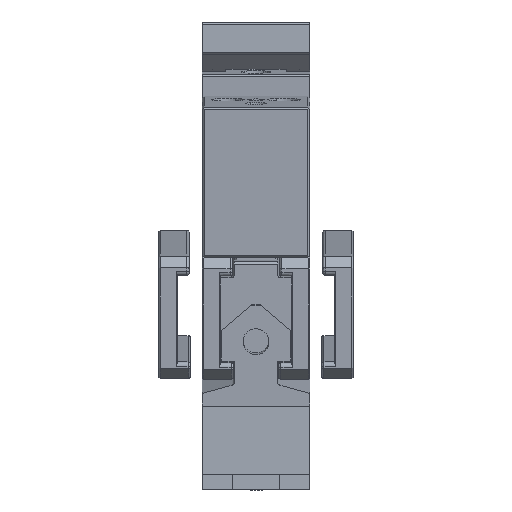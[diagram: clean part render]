
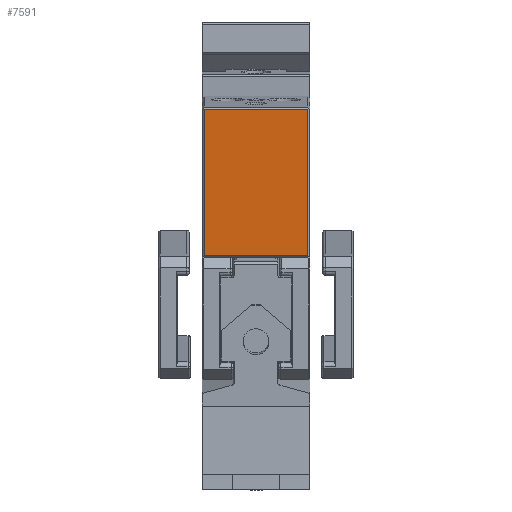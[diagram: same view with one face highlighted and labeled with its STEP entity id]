
A CAD part, left-side view. The second image highlights one B-rep face of the part: STEP entity #7591.
In plain terms, the highlighted planar face has unit normal (-0.996, 0, -0.087).
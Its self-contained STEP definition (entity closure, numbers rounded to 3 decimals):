
#7137=CARTESIAN_POINT('Vertex',(-47.718,-24.,-28.266)) ;
#7140=CARTESIAN_POINT('Line Origine',(-47.718,0.,-28.266)) ;
#7144=CARTESIAN_POINT('Vertex',(-47.718,24.,-28.266)) ;
#7171=CARTESIAN_POINT('Vertex',(-53.645,-24.,39.475)) ;
#7174=CARTESIAN_POINT('Line Origine',(-50.725,-24.,6.102)) ;
#7568=CARTESIAN_POINT('Axis2P3D Location',(-47.718,0.,-28.266)) ;
#7573=CARTESIAN_POINT('Line Origine',(-50.681,24.,5.604)) ;
#7577=CARTESIAN_POINT('Vertex',(-53.645,24.,39.475)) ;
#7580=CARTESIAN_POINT('Line Origine',(-53.645,0.,39.475)) ;
#7141=DIRECTION('Vector Direction',(0.,-1.,0.)) ;
#7175=DIRECTION('Vector Direction',(0.087,0.,-0.996)) ;
#7569=DIRECTION('Axis2P3D Direction',(0.996,0.,0.087)) ;
#7570=DIRECTION('Axis2P3D XDirection',(-0.087,0.,0.996)) ;
#7574=DIRECTION('Vector Direction',(0.087,0.,-0.996)) ;
#7581=DIRECTION('Vector Direction',(0.,-1.,0.)) ;
#7571=AXIS2_PLACEMENT_3D('Plane Axis2P3D',#7568,#7569,#7570) ;
#7586=ORIENTED_EDGE('',*,*,#7579,.T.) ;
#7587=ORIENTED_EDGE('',*,*,#7146,.T.) ;
#7588=ORIENTED_EDGE('',*,*,#7178,.F.) ;
#7589=ORIENTED_EDGE('',*,*,#7584,.F.) ;
#7142=VECTOR('Line Direction',#7141,1.) ;
#7176=VECTOR('Line Direction',#7175,1.) ;
#7575=VECTOR('Line Direction',#7574,1.) ;
#7582=VECTOR('Line Direction',#7581,1.) ;
#7591=ADVANCED_FACE('SCHIEBERKOERPER',(#7590),#7572,.F.) ;
#7146=EDGE_CURVE('',#7145,#7138,#7143,.T.) ;
#7178=EDGE_CURVE('',#7172,#7138,#7177,.T.) ;
#7579=EDGE_CURVE('',#7578,#7145,#7576,.T.) ;
#7584=EDGE_CURVE('',#7578,#7172,#7583,.T.) ;
#7585=EDGE_LOOP('',(#7586,#7587,#7588,#7589)) ;
#7590=FACE_OUTER_BOUND('',#7585,.T.) ;
#7143=LINE('Line',#7140,#7142) ;
#7177=LINE('Line',#7174,#7176) ;
#7576=LINE('Line',#7573,#7575) ;
#7583=LINE('Line',#7580,#7582) ;
#7572=PLANE('',#7571) ;
#7138=VERTEX_POINT('',#7137) ;
#7145=VERTEX_POINT('',#7144) ;
#7172=VERTEX_POINT('',#7171) ;
#7578=VERTEX_POINT('',#7577) ;
